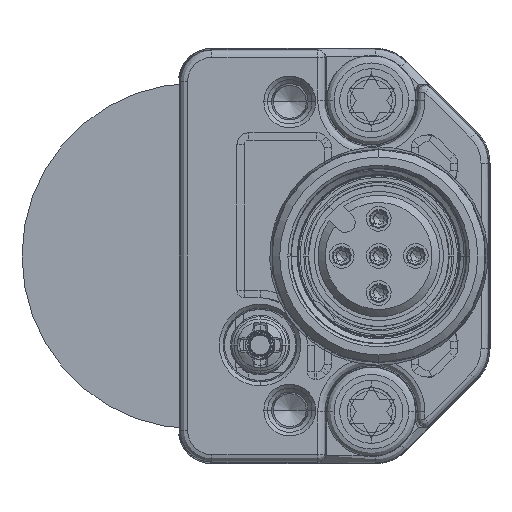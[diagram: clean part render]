
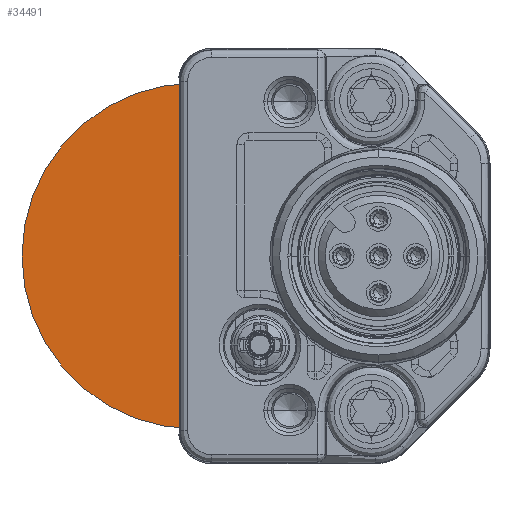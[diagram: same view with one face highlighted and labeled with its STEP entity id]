
A CAD part, left-side view. The second image highlights one B-rep face of the part: STEP entity #34491.
In plain terms, the highlighted face is planar.
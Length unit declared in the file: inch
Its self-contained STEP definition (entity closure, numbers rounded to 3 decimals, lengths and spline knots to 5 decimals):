
#34375=DIRECTION('',(1.,0.,0.));
#34376=VECTOR('',#34375,23.3);
#34377=CARTESIAN_POINT('',(-11.65,0.,1001.5));
#34378=LINE('',#34377,#34376);
#34379=DIRECTION('',(0.,-1.,0.));
#34380=VECTOR('',#34379,1.5);
#34381=CARTESIAN_POINT('',(-11.65,1.5,1001.5));
#34382=LINE('',#34381,#34380);
#34383=CARTESIAN_POINT('',(0.,1.5,1001.5));
#34384=DIRECTION('',(0.,0.,1.));
#34385=DIRECTION('',(1.,0.,0.));
#34386=AXIS2_PLACEMENT_3D('',#34383,#34384,#34385);
#34388=DIRECTION('',(0.,1.,0.));
#34389=VECTOR('',#34388,1.5);
#34390=CARTESIAN_POINT('',(11.65,0.,1001.5));
#34391=LINE('',#34390,#34389);
#34400=CARTESIAN_POINT('',(-11.65,0.,1001.5));
#34401=CARTESIAN_POINT('',(11.65,0.,1001.5));
#34402=VERTEX_POINT('',#34400);
#34403=VERTEX_POINT('',#34401);
#34404=CARTESIAN_POINT('',(11.65,1.5,1001.5));
#34405=VERTEX_POINT('',#34404);
#34406=CARTESIAN_POINT('',(-11.65,1.5,1001.5));
#34407=VERTEX_POINT('',#34406);
#34480=CARTESIAN_POINT('',(0.,0.,1001.5));
#34481=DIRECTION('',(0.,0.,1.));
#34482=DIRECTION('',(1.,0.,0.));
#34483=AXIS2_PLACEMENT_3D('',#34480,#34481,#34482);
#34484=PLANE('',#34483);
#34485=ORIENTED_EDGE('',*,*,#34432,.F.);
#34486=ORIENTED_EDGE('',*,*,#34447,.F.);
#34487=ORIENTED_EDGE('',*,*,#34461,.F.);
#34488=ORIENTED_EDGE('',*,*,#34474,.F.);
#34489=EDGE_LOOP('',(#34485,#34486,#34487,#34488));
#34490=FACE_OUTER_BOUND('',#34489,.F.);
#34491=ADVANCED_FACE('',(#34490),#34484,.T.);
#34387=CIRCLE('',#34386,11.65);
#34432=EDGE_CURVE('',#34402,#34403,#34378,.T.);
#34447=EDGE_CURVE('',#34407,#34402,#34382,.T.);
#34461=EDGE_CURVE('',#34405,#34407,#34387,.T.);
#34474=EDGE_CURVE('',#34403,#34405,#34391,.T.);
